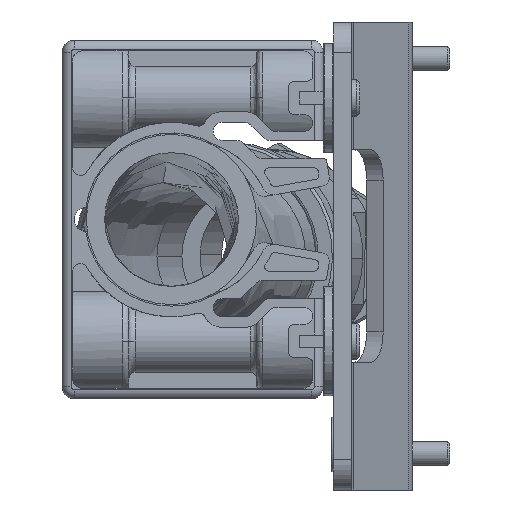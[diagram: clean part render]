
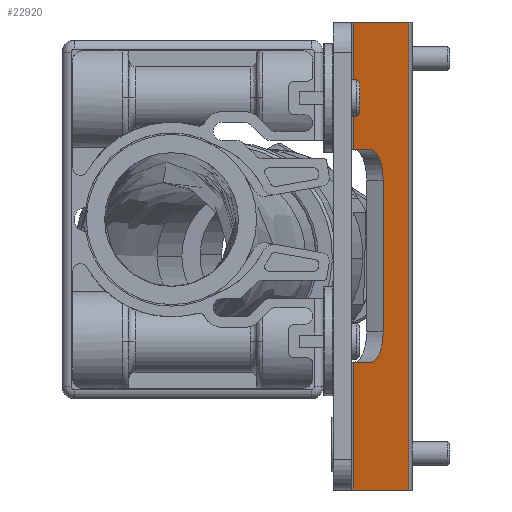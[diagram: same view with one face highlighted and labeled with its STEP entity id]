
A CAD part, left-side view. The second image highlights one B-rep face of the part: STEP entity #22920.
In plain terms, the highlighted planar face has unit normal (-0.423, -0.906, 0).
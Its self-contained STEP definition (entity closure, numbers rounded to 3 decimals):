
#243 = VECTOR ( 'NONE', #13195, 1000. ) ;
#477 = LINE ( 'NONE', #9446, #9236 ) ;
#961 = CARTESIAN_POINT ( 'NONE',  ( 331.066, 68.588, 970.5 ) ) ;
#1153 = VERTEX_POINT ( 'NONE', #10195 ) ;
#1408 = VECTOR ( 'NONE', #17059, 1000. ) ;
#1987 = VERTEX_POINT ( 'NONE', #15998 ) ;
#2439 = ORIENTED_EDGE ( 'NONE', *, *, #13595, .T. ) ;
#2679 = LINE ( 'NONE', #5144, #243 ) ;
#2932 = VERTEX_POINT ( 'NONE', #24234 ) ;
#3422 = LINE ( 'NONE', #8208, #6220 ) ;
#3512 = CARTESIAN_POINT ( 'NONE',  ( 326.535, 70.701, 1021.5 ) ) ;
#3683 = VERTEX_POINT ( 'NONE', #25181 ) ;
#3902 = CARTESIAN_POINT ( 'NONE',  ( 340.732, 64.081, 970.5 ) ) ;
#4548 = CARTESIAN_POINT ( 'NONE',  ( 340.129, 64.362, 970.5 ) ) ;
#5032 = EDGE_CURVE ( 'NONE', #8510, #5046, #3422, .T. ) ;
#5046 = VERTEX_POINT ( 'NONE', #25507 ) ;
#5144 = CARTESIAN_POINT ( 'NONE',  ( 340.732, 64.081, 970.5 ) ) ;
#5743 = EDGE_CURVE ( 'NONE', #11132, #17278, #25716, .T. ) ;
#6205 = EDGE_CURVE ( 'NONE', #7176, #11132, #7195, .T. ) ;
#6220 = VECTOR ( 'NONE', #19242, 1000. ) ;
#6252 = AXIS2_PLACEMENT_3D ( 'NONE', #23687, #21490, #19014 ) ;
#6376 = VERTEX_POINT ( 'NONE', #12282 ) ;
#6450 = EDGE_CURVE ( 'NONE', #3683, #1153, #17794, .T. ) ;
#6550 = AXIS2_PLACEMENT_3D ( 'NONE', #3902, #14787, #23653 ) ;
#7002 = ORIENTED_EDGE ( 'NONE', *, *, #23913, .T. ) ;
#7176 = VERTEX_POINT ( 'NONE', #14117 ) ;
#7195 = LINE ( 'NONE', #961, #21563 ) ;
#7974 = ORIENTED_EDGE ( 'NONE', *, *, #6450, .T. ) ;
#8208 = CARTESIAN_POINT ( 'NONE',  ( 340.732, 64.081, 1026.5 ) ) ;
#8510 = VERTEX_POINT ( 'NONE', #26514 ) ;
#8663 = EDGE_CURVE ( 'NONE', #8510, #1153, #477, .T. ) ;
#9236 = VECTOR ( 'NONE', #24883, 1000. ) ;
#9446 = CARTESIAN_POINT ( 'NONE',  ( 320.493, 73.519, 970.5 ) ) ;
#9737 = ORIENTED_EDGE ( 'NONE', *, *, #18813, .T. ) ;
#10042 = EDGE_CURVE ( 'NONE', #1987, #2932, #25022, .T. ) ;
#10137 = ORIENTED_EDGE ( 'NONE', *, *, #8663, .F. ) ;
#10149 = CARTESIAN_POINT ( 'NONE',  ( 326.535, 70.701, 991.5 ) ) ;
#10195 = CARTESIAN_POINT ( 'NONE',  ( 320.493, 73.519, 1047.5 ) ) ;
#10517 = LINE ( 'NONE', #28413, #1408 ) ;
#10875 = VECTOR ( 'NONE', #26779, 1000. ) ;
#11132 = VERTEX_POINT ( 'NONE', #11730 ) ;
#11348 = VECTOR ( 'NONE', #15343, 1000. ) ;
#11717 = CIRCLE ( 'NONE', #27114, 5. ) ;
#11730 = CARTESIAN_POINT ( 'NONE',  ( 331.066, 68.588, 996.5 ) ) ;
#11821 = ORIENTED_EDGE ( 'NONE', *, *, #14907, .F. ) ;
#12282 = CARTESIAN_POINT ( 'NONE',  ( 340.129, 64.362, 970.5 ) ) ;
#13195 = DIRECTION ( 'NONE',  ( -0.906, 0.423, 0. ) ) ;
#13595 = EDGE_CURVE ( 'NONE', #17278, #2932, #10517, .T. ) ;
#14087 = ORIENTED_EDGE ( 'NONE', *, *, #5032, .T. ) ;
#14117 = CARTESIAN_POINT ( 'NONE',  ( 331.066, 68.588, 1021.5 ) ) ;
#14213 = ORIENTED_EDGE ( 'NONE', *, *, #5743, .T. ) ;
#14787 = DIRECTION ( 'NONE',  ( 0.423, 0.906, 0. ) ) ;
#14907 = EDGE_CURVE ( 'NONE', #6376, #1987, #2679, .T. ) ;
#14937 = PLANE ( 'NONE',  #6550 ) ;
#15199 = CARTESIAN_POINT ( 'NONE',  ( 340.732, 64.081, 1047.5 ) ) ;
#15343 = DIRECTION ( 'NONE',  ( -0.906, 0.423, 0. ) ) ;
#15998 = CARTESIAN_POINT ( 'NONE',  ( 320.493, 73.519, 970.5 ) ) ;
#16071 = DIRECTION ( 'NONE',  ( 0., 0., -1. ) ) ;
#17059 = DIRECTION ( 'NONE',  ( -0.906, 0.423, 0. ) ) ;
#17278 = VERTEX_POINT ( 'NONE', #10149 ) ;
#17794 = LINE ( 'NONE', #15199, #11348 ) ;
#17805 = DIRECTION ( 'NONE',  ( 0., 0., 1. ) ) ;
#18435 = ORIENTED_EDGE ( 'NONE', *, *, #10042, .F. ) ;
#18813 = EDGE_CURVE ( 'NONE', #6376, #3683, #22115, .T. ) ;
#19014 = DIRECTION ( 'NONE',  ( 0.906, -0.423, 0. ) ) ;
#19242 = DIRECTION ( 'NONE',  ( 0.906, -0.423, 0. ) ) ;
#21490 = DIRECTION ( 'NONE',  ( 0.423, 0.906, 0. ) ) ;
#21563 = VECTOR ( 'NONE', #16071, 1000. ) ;
#21654 = DIRECTION ( 'NONE',  ( 0.906, -0.423, 0. ) ) ;
#22115 = LINE ( 'NONE', #4548, #10875 ) ;
#22764 = ORIENTED_EDGE ( 'NONE', *, *, #6205, .T. ) ;
#22792 = EDGE_LOOP ( 'NONE', ( #14087, #7002, #22764, #14213, #2439, #18435, #11821, #9737, #7974, #10137 ) ) ;
#22920 = ADVANCED_FACE ( 'NONE', ( #27732 ), #14937, .F. ) ;
#23653 = DIRECTION ( 'NONE',  ( 0.906, -0.423, 0. ) ) ;
#23687 = CARTESIAN_POINT ( 'NONE',  ( 326.535, 70.701, 996.5 ) ) ;
#23913 = EDGE_CURVE ( 'NONE', #5046, #7176, #11717, .T. ) ;
#24234 = CARTESIAN_POINT ( 'NONE',  ( 320.493, 73.519, 991.5 ) ) ;
#24883 = DIRECTION ( 'NONE',  ( 0., 0., 1. ) ) ;
#25022 = LINE ( 'NONE', #25166, #26996 ) ;
#25166 = CARTESIAN_POINT ( 'NONE',  ( 320.493, 73.519, 970.5 ) ) ;
#25181 = CARTESIAN_POINT ( 'NONE',  ( 340.129, 64.362, 1047.5 ) ) ;
#25507 = CARTESIAN_POINT ( 'NONE',  ( 326.535, 70.701, 1026.5 ) ) ;
#25716 = CIRCLE ( 'NONE', #6252, 5. ) ;
#26019 = DIRECTION ( 'NONE',  ( 0.423, 0.906, 0. ) ) ;
#26514 = CARTESIAN_POINT ( 'NONE',  ( 320.493, 73.519, 1026.5 ) ) ;
#26779 = DIRECTION ( 'NONE',  ( 0., 0., 1. ) ) ;
#26996 = VECTOR ( 'NONE', #17805, 1000. ) ;
#27114 = AXIS2_PLACEMENT_3D ( 'NONE', #3512, #26019, #21654 ) ;
#27732 = FACE_OUTER_BOUND ( 'NONE', #22792, .T. ) ;
#28413 = CARTESIAN_POINT ( 'NONE',  ( 340.732, 64.081, 991.5 ) ) ;
